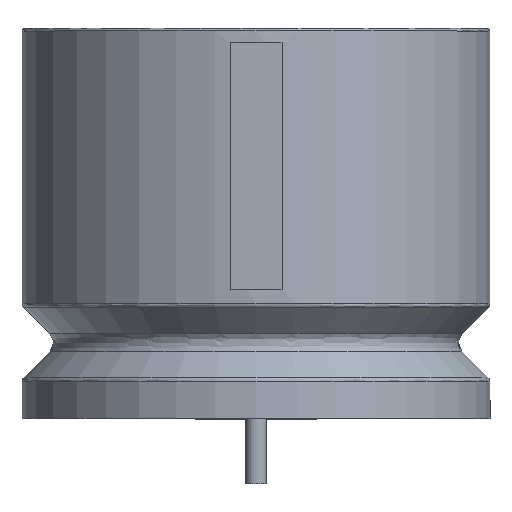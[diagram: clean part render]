
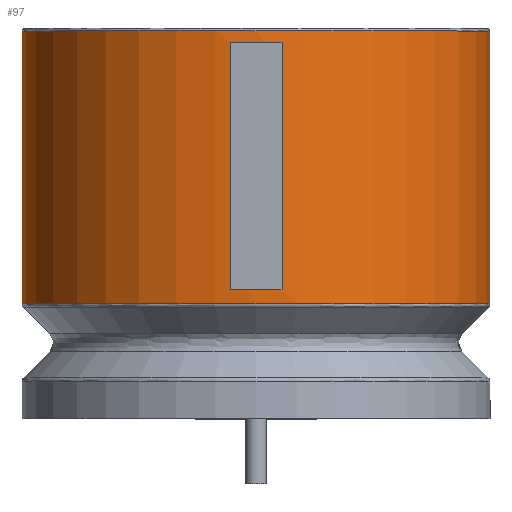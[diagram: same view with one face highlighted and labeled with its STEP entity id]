
A CAD part, top view. The second image highlights one B-rep face of the part: STEP entity #97.
In plain terms, the highlighted cylindrical face has radius 9 mm (diameter 18 mm), a partial arc.
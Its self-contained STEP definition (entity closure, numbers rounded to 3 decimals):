
#76 = VERTEX_POINT ( 'NONE', #601 ) ;
#77 = EDGE_CURVE ( 'NONE', #407, #398, #707, .T. ) ;
#78 = ORIENTED_EDGE ( 'NONE', *, *, #80, .T. ) ;
#79 = ORIENTED_EDGE ( 'NONE', *, *, #84, .T. ) ;
#80 = EDGE_CURVE ( 'NONE', #83, #173, #749, .T. ) ;
#81 = EDGE_CURVE ( 'NONE', #407, #409, #632, .T. ) ;
#82 = ORIENTED_EDGE ( 'NONE', *, *, #77, .F. ) ;
#83 = VERTEX_POINT ( 'NONE', #691 ) ;
#84 = EDGE_CURVE ( 'NONE', #76, #83, #742, .T. ) ;
#85 = ORIENTED_EDGE ( 'NONE', *, *, #81, .T. ) ;
#86 = ORIENTED_EDGE ( 'NONE', *, *, #87, .T. ) ;
#87 = EDGE_CURVE ( 'NONE', #409, #415, #698, .T. ) ;
#88 = ORIENTED_EDGE ( 'NONE', *, *, #89, .T. ) ;
#89 = EDGE_CURVE ( 'NONE', #415, #398, #743, .T. ) ;
#90 = EDGE_CURVE ( 'NONE', #98, #76, #745, .T. ) ;
#91 = ORIENTED_EDGE ( 'NONE', *, *, #90, .T. ) ;
#92 = EDGE_LOOP ( 'NONE', ( #85, #86, #88, #82 ) ) ;
#95 = ORIENTED_EDGE ( 'NONE', *, *, #185, .T. ) ;
#96 = EDGE_LOOP ( 'NONE', ( #95, #91, #79, #78 ) ) ;
#97 = ADVANCED_FACE ( 'NONE', ( #722, #793 ), #728, .T. ) ;
#98 = VERTEX_POINT ( 'NONE', #792 ) ;
#173 = VERTEX_POINT ( 'NONE', #1015 ) ;
#185 = EDGE_CURVE ( 'NONE', #173, #98, #1131, .T. ) ;
#398 = VERTEX_POINT ( 'NONE', #1514 ) ;
#407 = VERTEX_POINT ( 'NONE', #1665 ) ;
#409 = VERTEX_POINT ( 'NONE', #1684 ) ;
#415 = VERTEX_POINT ( 'NONE', #1667 ) ;
#601 = CARTESIAN_POINT ( 'NONE',  ( -1., 14.438, 8.944 ) ) ;
#632 = CIRCLE ( 'NONE', #694, 9. ) ;
#634 = VECTOR ( 'NONE', #746, 1000. ) ;
#691 = CARTESIAN_POINT ( 'NONE',  ( 1., 14.438, 8.944 ) ) ;
#692 = DIRECTION ( 'NONE',  ( 0., 1., 0. ) ) ;
#693 = CARTESIAN_POINT ( 'NONE',  ( 9., 15., 0. ) ) ;
#694 = AXIS2_PLACEMENT_3D ( 'NONE', #699, #740, #739 ) ;
#695 = DIRECTION ( 'NONE',  ( 0., 1., 0. ) ) ;
#696 = VECTOR ( 'NONE', #695, 1000. ) ;
#697 = CARTESIAN_POINT ( 'NONE',  ( -9., 15., 0. ) ) ;
#698 = LINE ( 'NONE', #693, #730 ) ;
#699 = CARTESIAN_POINT ( 'NONE',  ( 0., 4.411, 0. ) ) ;
#700 = CARTESIAN_POINT ( 'NONE',  ( 1., 15., 8.944 ) ) ;
#707 = LINE ( 'NONE', #697, #696 ) ;
#719 = DIRECTION ( 'NONE',  ( 0., 1., 0. ) ) ;
#720 = VECTOR ( 'NONE', #719, 1000. ) ;
#722 = FACE_BOUND ( 'NONE', #96, .T. ) ;
#725 = DIRECTION ( 'NONE',  ( -1., 0., 0. ) ) ;
#726 = DIRECTION ( 'NONE',  ( 0., -1., 0. ) ) ;
#728 = CYLINDRICAL_SURFACE ( 'NONE', #773, 9. ) ;
#730 = VECTOR ( 'NONE', #692, 1000. ) ;
#733 = AXIS2_PLACEMENT_3D ( 'NONE', #737, #726, #725 ) ;
#734 = DIRECTION ( 'NONE',  ( -1., 0., 0. ) ) ;
#735 = DIRECTION ( 'NONE',  ( 0., 1., 0. ) ) ;
#736 = CARTESIAN_POINT ( 'NONE',  ( 0., 14.438, 0. ) ) ;
#737 = CARTESIAN_POINT ( 'NONE',  ( 0., 14.9, 0. ) ) ;
#738 = AXIS2_PLACEMENT_3D ( 'NONE', #736, #735, #734 ) ;
#739 = DIRECTION ( 'NONE',  ( -1., 0., 0. ) ) ;
#740 = DIRECTION ( 'NONE',  ( 0., 1., 0. ) ) ;
#742 = CIRCLE ( 'NONE', #738, 9. ) ;
#743 = CIRCLE ( 'NONE', #733, 9. ) ;
#744 = CARTESIAN_POINT ( 'NONE',  ( -1., 15., 8.944 ) ) ;
#745 = LINE ( 'NONE', #744, #720 ) ;
#746 = DIRECTION ( 'NONE',  ( 0., -1., 0. ) ) ;
#749 = LINE ( 'NONE', #700, #634 ) ;
#773 = AXIS2_PLACEMENT_3D ( 'NONE', #776, #775, #795 ) ;
#775 = DIRECTION ( 'NONE',  ( 0., 1., 0. ) ) ;
#776 = CARTESIAN_POINT ( 'NONE',  ( 0., 15., 0. ) ) ;
#792 = CARTESIAN_POINT ( 'NONE',  ( -1., 4.938, 8.944 ) ) ;
#793 = FACE_OUTER_BOUND ( 'NONE', #92, .T. ) ;
#795 = DIRECTION ( 'NONE',  ( -1., 0., 0. ) ) ;
#1015 = CARTESIAN_POINT ( 'NONE',  ( 1., 4.938, 8.944 ) ) ;
#1047 = DIRECTION ( 'NONE',  ( -1., 0., 0. ) ) ;
#1048 = DIRECTION ( 'NONE',  ( 0., -1., 0. ) ) ;
#1049 = CARTESIAN_POINT ( 'NONE',  ( 0., 4.938, 0. ) ) ;
#1050 = AXIS2_PLACEMENT_3D ( 'NONE', #1049, #1048, #1047 ) ;
#1131 = CIRCLE ( 'NONE', #1050, 9. ) ;
#1514 = CARTESIAN_POINT ( 'NONE',  ( -9., 14.9, 0. ) ) ;
#1665 = CARTESIAN_POINT ( 'NONE',  ( -9., 4.411, 0. ) ) ;
#1667 = CARTESIAN_POINT ( 'NONE',  ( 9., 14.9, 0. ) ) ;
#1684 = CARTESIAN_POINT ( 'NONE',  ( 9., 4.411, 0. ) ) ;
